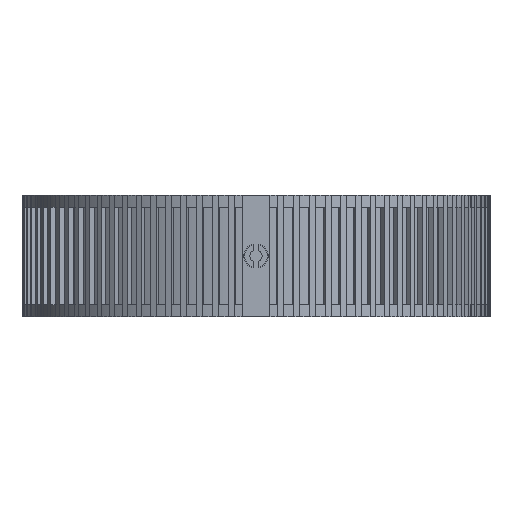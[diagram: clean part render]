
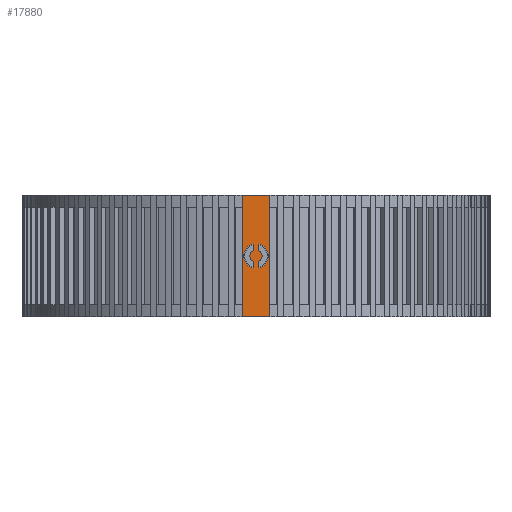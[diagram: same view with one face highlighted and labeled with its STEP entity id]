
A CAD part, left-side view. The second image highlights one B-rep face of the part: STEP entity #17880.
In plain terms, the highlighted planar face has unit normal (-1, 0, 0).
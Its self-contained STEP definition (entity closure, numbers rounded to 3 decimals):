
#21=FACE_BOUND('',#2032,.T.);
#22=FACE_BOUND('',#2033,.T.);
#351=PLANE('',#19418);
#1145=FACE_OUTER_BOUND('',#2031,.T.);
#2031=EDGE_LOOP('',(#14637,#14638,#14639,#14640));
#2032=EDGE_LOOP('',(#14641,#14642,#14643,#14644));
#2033=EDGE_LOOP('',(#14645,#14646,#14647,#14648));
#2537=CIRCLE('',#18389,4.);
#2538=CIRCLE('',#18392,4.);
#2539=CIRCLE('',#18395,2.);
#2540=CIRCLE('',#18397,2.);
#3280=LINE('',#25517,#5254);
#3290=LINE('',#25541,#5264);
#3299=LINE('',#25570,#5273);
#3303=LINE('',#25580,#5277);
#3932=LINE('',#27505,#5906);
#4542=LINE('',#29143,#6516);
#4587=LINE('',#29212,#6561);
#4588=LINE('',#29213,#6562);
#5254=VECTOR('',#20235,10.);
#5264=VECTOR('',#20255,10.);
#5273=VECTOR('',#20290,10.);
#5277=VECTOR('',#20300,10.);
#5906=VECTOR('',#21995,10.);
#6516=VECTOR('',#23585,10.);
#6561=VECTOR('',#23634,10.);
#6562=VECTOR('',#23635,10.);
#7313=VERTEX_POINT('',#25514);
#7314=VERTEX_POINT('',#25516);
#7322=VERTEX_POINT('',#25538);
#7323=VERTEX_POINT('',#25540);
#7329=VERTEX_POINT('',#25564);
#7330=VERTEX_POINT('',#25568);
#7331=VERTEX_POINT('',#25572);
#7333=VERTEX_POINT('',#25578);
#8095=VERTEX_POINT('',#27502);
#8096=VERTEX_POINT('',#27504);
#8634=VERTEX_POINT('',#29142);
#8656=VERTEX_POINT('',#29211);
#9136=EDGE_CURVE('',#7314,#7313,#3280,.T.);
#9148=EDGE_CURVE('',#7323,#7322,#3290,.T.);
#9161=EDGE_CURVE('',#7322,#7329,#2537,.T.);
#9163=EDGE_CURVE('',#7329,#7330,#3299,.T.);
#9165=EDGE_CURVE('',#7313,#7331,#2538,.T.);
#9168=EDGE_CURVE('',#7331,#7333,#3303,.T.);
#9169=EDGE_CURVE('',#7330,#7323,#2539,.T.);
#9170=EDGE_CURVE('',#7333,#7314,#2540,.T.);
#10086=EDGE_CURVE('',#8096,#8095,#3932,.T.);
#10938=EDGE_CURVE('',#8634,#8096,#4542,.T.);
#10983=EDGE_CURVE('',#8656,#8095,#4587,.T.);
#10984=EDGE_CURVE('',#8634,#8656,#4588,.T.);
#14637=ORIENTED_EDGE('',*,*,#10938,.T.);
#14638=ORIENTED_EDGE('',*,*,#10086,.T.);
#14639=ORIENTED_EDGE('',*,*,#10983,.F.);
#14640=ORIENTED_EDGE('',*,*,#10984,.F.);
#14641=ORIENTED_EDGE('',*,*,#9169,.T.);
#14642=ORIENTED_EDGE('',*,*,#9148,.T.);
#14643=ORIENTED_EDGE('',*,*,#9161,.T.);
#14644=ORIENTED_EDGE('',*,*,#9163,.T.);
#14645=ORIENTED_EDGE('',*,*,#9170,.T.);
#14646=ORIENTED_EDGE('',*,*,#9136,.T.);
#14647=ORIENTED_EDGE('',*,*,#9165,.T.);
#14648=ORIENTED_EDGE('',*,*,#9168,.T.);
#17880=ADVANCED_FACE('',(#1145,#21,#22),#351,.T.);
#18389=AXIS2_PLACEMENT_3D('',#25566,#20285,#20286);
#18392=AXIS2_PLACEMENT_3D('',#25574,#20294,#20295);
#18395=AXIS2_PLACEMENT_3D('',#25582,#20303,#20304);
#18397=AXIS2_PLACEMENT_3D('',#25584,#20307,#20308);
#19418=AXIS2_PLACEMENT_3D('',#29210,#23632,#23633);
#20235=DIRECTION('',(0.,0.,-1.));
#20255=DIRECTION('',(0.,0.,1.));
#20285=DIRECTION('center_axis',(1.,0.,0.));
#20286=DIRECTION('ref_axis',(0.,-0.211,-0.977));
#20290=DIRECTION('',(0.,0.,1.));
#20294=DIRECTION('center_axis',(1.,0.,0.));
#20295=DIRECTION('ref_axis',(0.,0.217,0.976));
#20300=DIRECTION('',(0.,0.,-1.));
#20303=DIRECTION('center_axis',(-1.,0.,0.));
#20304=DIRECTION('ref_axis',(0.,-0.422,-0.906));
#20307=DIRECTION('center_axis',(-1.,0.,0.));
#20308=DIRECTION('ref_axis',(0.,0.435,0.9));
#21995=DIRECTION('',(0.,0.,1.));
#23585=DIRECTION('',(0.,-1.,0.));
#23632=DIRECTION('center_axis',(-1.,0.,0.));
#23633=DIRECTION('ref_axis',(0.,-1.,0.));
#23634=DIRECTION('',(0.,-1.,0.));
#23635=DIRECTION('',(0.,0.,1.));
#25514=CARTESIAN_POINT('',(-77.052,0.87,16.096));
#25516=CARTESIAN_POINT('',(-77.052,0.87,18.199));
#25517=CARTESIAN_POINT('',(-77.052,0.87,8.048));
#25538=CARTESIAN_POINT('',(-77.052,-0.845,23.91));
#25540=CARTESIAN_POINT('',(-77.052,-0.845,21.813));
#25541=CARTESIAN_POINT('',(-77.052,-0.845,11.955));
#25564=CARTESIAN_POINT('',(-77.052,-0.845,16.09));
#25566=CARTESIAN_POINT('Origin',(-77.052,0.,20.));
#25568=CARTESIAN_POINT('',(-77.052,-0.845,18.187));
#25570=CARTESIAN_POINT('',(-77.052,-0.845,9.094));
#25572=CARTESIAN_POINT('',(-77.052,0.87,23.904));
#25574=CARTESIAN_POINT('Origin',(-77.052,0.,20.));
#25578=CARTESIAN_POINT('',(-77.052,0.87,21.801));
#25580=CARTESIAN_POINT('',(-77.052,0.87,10.9));
#25582=CARTESIAN_POINT('Origin',(-77.052,0.,20.));
#25584=CARTESIAN_POINT('Origin',(-77.052,0.,20.));
#27502=CARTESIAN_POINT('',(-77.052,-4.545,40.));
#27504=CARTESIAN_POINT('',(-77.052,-4.545,0.));
#27505=CARTESIAN_POINT('',(-77.052,-4.545,0.));
#29142=CARTESIAN_POINT('',(-77.052,4.455,0.));
#29143=CARTESIAN_POINT('',(-77.052,4.455,0.));
#29210=CARTESIAN_POINT('Origin',(-77.052,4.455,0.));
#29211=CARTESIAN_POINT('',(-77.052,4.455,40.));
#29212=CARTESIAN_POINT('',(-77.052,4.455,40.));
#29213=CARTESIAN_POINT('',(-77.052,4.455,0.));
